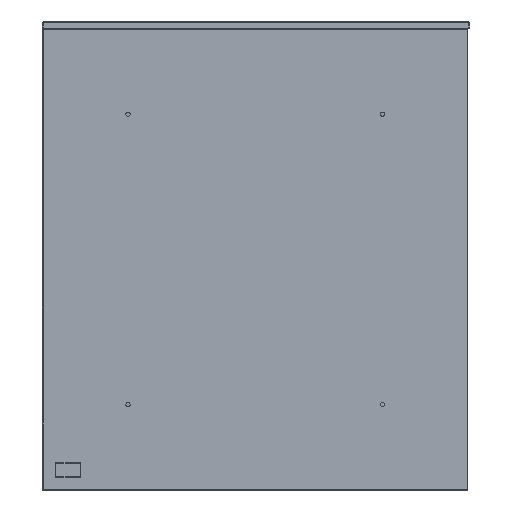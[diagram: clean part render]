
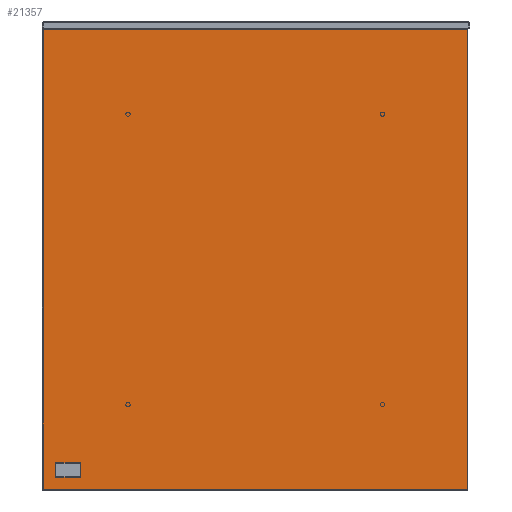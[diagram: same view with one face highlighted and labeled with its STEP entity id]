
A CAD part, left-side view. The second image highlights one B-rep face of the part: STEP entity #21357.
In plain terms, the highlighted planar face has unit normal (-1, 0, 0).
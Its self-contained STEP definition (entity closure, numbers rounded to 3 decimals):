
#21095=CARTESIAN_POINT('',(-4750.693,10231.25,-596.869));
#21096=VERTEX_POINT('',#21095);
#21097=CARTESIAN_POINT('',(-4750.693,10231.25,-59.131));
#21098=VERTEX_POINT('',#21097);
#21099=CARTESIAN_POINT('',(-4750.693,10231.25,-596.869));
#21100=DIRECTION('',(0.0,0.0,1.0));
#21101=VECTOR('',#21100,537.737);
#21102=LINE('',#21099,#21101);
#21103=EDGE_CURVE('',#21096,#21098,#21102,.T.);
#21126=CARTESIAN_POINT('',(-4750.693,10230.919,-58.8));
#21127=VERTEX_POINT('',#21126);
#21128=CARTESIAN_POINT('',(-4750.693,10231.25,-59.131));
#21129=DIRECTION('',(0.0,-0.707,0.707));
#21130=VECTOR('',#21129,0.469);
#21131=LINE('',#21128,#21130);
#21132=EDGE_CURVE('',#21098,#21127,#21131,.T.);
#21150=CARTESIAN_POINT('',(-4750.693,9735.181,-58.8));
#21151=VERTEX_POINT('',#21150);
#21152=CARTESIAN_POINT('',(-4750.693,10230.919,-58.8));
#21153=DIRECTION('',(0.0,-1.0,0.0));
#21154=VECTOR('',#21153,495.737);
#21155=LINE('',#21152,#21154);
#21156=EDGE_CURVE('',#21127,#21151,#21155,.T.);
#21183=CARTESIAN_POINT('',(-4750.693,9734.85,-59.131));
#21184=VERTEX_POINT('',#21183);
#21185=CARTESIAN_POINT('',(-4750.693,9735.181,-58.8));
#21186=DIRECTION('',(0.0,-0.707,-0.707));
#21187=VECTOR('',#21186,0.469);
#21188=LINE('',#21185,#21187);
#21189=EDGE_CURVE('',#21151,#21184,#21188,.T.);
#21214=CARTESIAN_POINT('',(-4750.693,9734.85,-596.869));
#21215=VERTEX_POINT('',#21214);
#21216=CARTESIAN_POINT('',(-4750.693,9734.85,-59.131));
#21217=DIRECTION('',(0.0,0.0,-1.0));
#21218=VECTOR('',#21217,537.737);
#21219=LINE('',#21216,#21218);
#21220=EDGE_CURVE('',#21184,#21215,#21219,.T.);
#21245=CARTESIAN_POINT('',(-4750.693,9735.181,-597.2));
#21246=VERTEX_POINT('',#21245);
#21247=CARTESIAN_POINT('',(-4750.693,9734.85,-596.869));
#21248=DIRECTION('',(0.0,0.707,-0.707));
#21249=VECTOR('',#21248,0.469);
#21250=LINE('',#21247,#21249);
#21251=EDGE_CURVE('',#21215,#21246,#21250,.T.);
#21274=CARTESIAN_POINT('',(-4750.693,10230.919,-597.2));
#21275=VERTEX_POINT('',#21274);
#21276=CARTESIAN_POINT('',(-4750.693,9735.181,-597.2));
#21277=DIRECTION('',(0.0,1.0,0.0));
#21278=VECTOR('',#21277,495.737);
#21279=LINE('',#21276,#21278);
#21280=EDGE_CURVE('',#21246,#21275,#21279,.T.);
#21298=CARTESIAN_POINT('',(-4750.693,10230.919,-597.2));
#21299=DIRECTION('',(0.0,0.707,0.707));
#21300=VECTOR('',#21299,0.469);
#21301=LINE('',#21298,#21300);
#21302=EDGE_CURVE('',#21275,#21096,#21301,.T.);
#21342=CARTESIAN_POINT('',(-4750.693,9983.05,-597.201));
#21343=DIRECTION('',(-1.0,0.0,0.0));
#21344=DIRECTION('',(0.0,0.0,1.0));
#21345=AXIS2_PLACEMENT_3D('',#21342,#21343,#21344);
#21346=PLANE('',#21345);
#21347=ORIENTED_EDGE('',*,*,#21103,.F.);
#21348=ORIENTED_EDGE('',*,*,#21302,.F.);
#21349=ORIENTED_EDGE('',*,*,#21280,.F.);
#21350=ORIENTED_EDGE('',*,*,#21251,.F.);
#21351=ORIENTED_EDGE('',*,*,#21220,.F.);
#21352=ORIENTED_EDGE('',*,*,#21189,.F.);
#21353=ORIENTED_EDGE('',*,*,#21156,.F.);
#21354=ORIENTED_EDGE('',*,*,#21132,.F.);
#21355=EDGE_LOOP('',(#21347,#21348,#21349,#21350,#21351,#21352,#21353,#21354));
#21356=FACE_OUTER_BOUND('',#21355,.T.);
#21357=ADVANCED_FACE('',(#21356),#21346,.T.);
